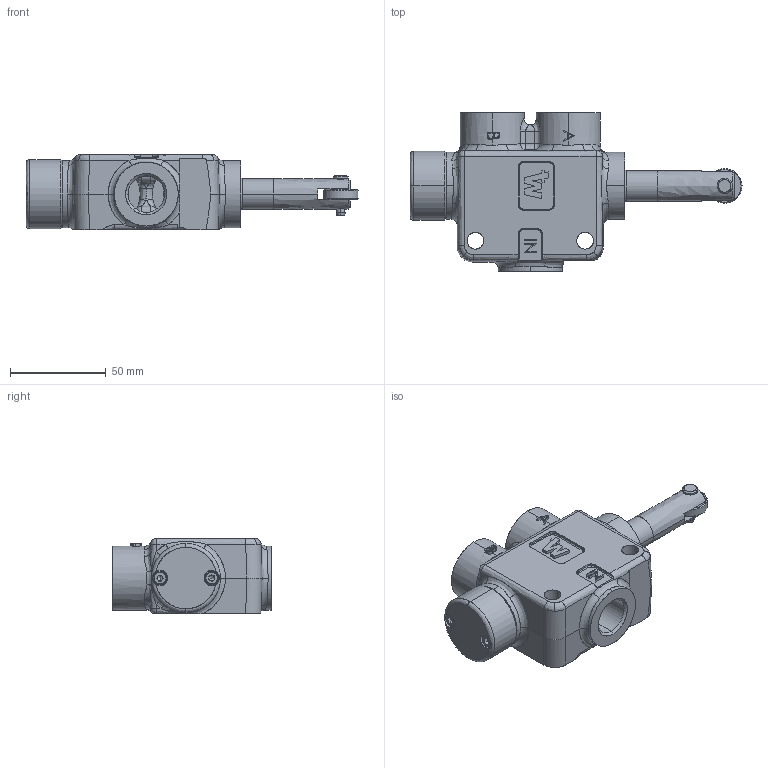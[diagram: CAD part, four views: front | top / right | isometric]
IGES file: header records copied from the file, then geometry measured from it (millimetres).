
Start section: SolidWorks IGES file using analytic representation for surfaces
Global section: file name:Phil's WIP\DV80 DIVERTER VALVE ROLLER 3D MODEL IGS FORMAT.IGS; native system: SolidWorks 2014; preprocessor: SolidWorks 2014; author: pma; date: 150312.115025; units: millimetre
Bounding box: 173.01 x 82.55 x 39.13 mm (x, y, z)
Surface area: 38878.2 mm2 (no closed solid volume)
Topology: 0 solids, 0 shells, 354 faces, 4524 edges, 4516 vertices
Faces by surface type: bspline 222, revolution 132
